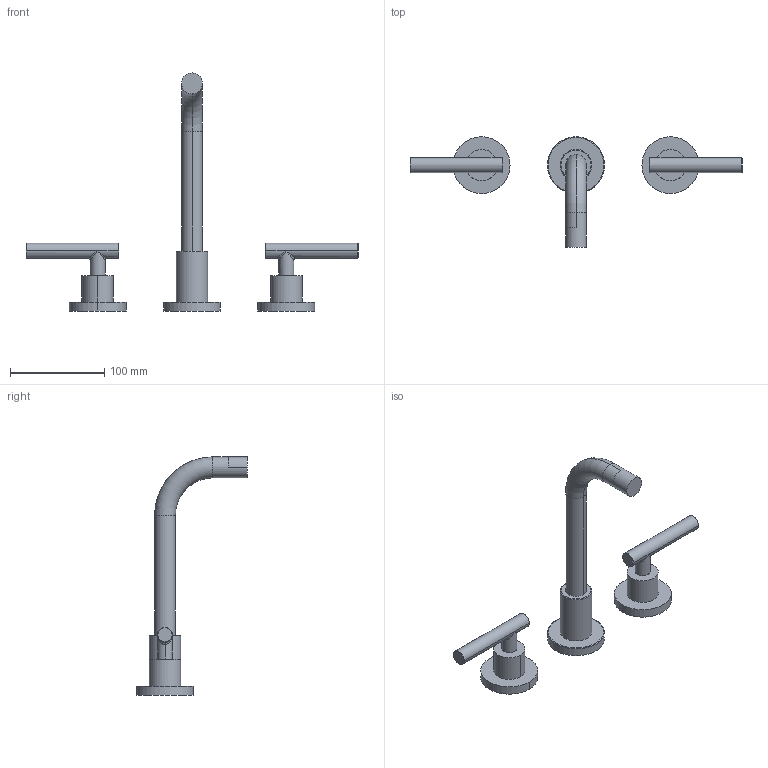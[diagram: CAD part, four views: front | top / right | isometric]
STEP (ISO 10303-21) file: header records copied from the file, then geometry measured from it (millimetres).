
FILE_DESCRIPTION((''),'2;1');
FILE_NAME('3-991L_SW0001','2021-11-05T13:05:16',('gbazan'),(''),'CREO PARAMETRIC BY PTC INC, 2018400','CREO PARAMETRIC BY PTC INC, 2018400','');
FILE_SCHEMA(('CONFIG_CONTROL_DESIGN'));
Length unit declared in the file: inch
Products named in the file (1): 3-991L_SW0001
Bounding box: 351.84 x 117.54 x 252.41 mm (x, y, z)
Volume: 316991.2 mm3; surface area: 64357.6 mm2
Topology: 5 solids, 5 shells, 139 faces, 340 edges, 215 vertices
Faces by surface type: cylinder 62, plane 49, cone 14, bspline 8, torus 6
Entity records: 5165 total; most frequent: CARTESIAN_POINT 1927, ORIENTED_EDGE 676, DIRECTION 666, EDGE_CURVE 338, AXIS2_PLACEMENT_3D 277, VERTEX_POINT 215, CIRCLE 146, EDGE_LOOP 145
